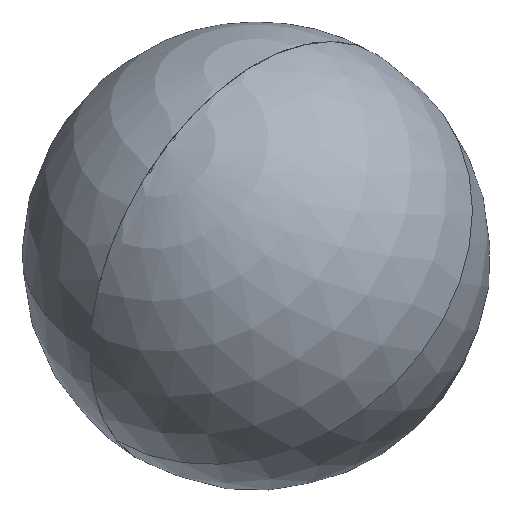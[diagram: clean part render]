
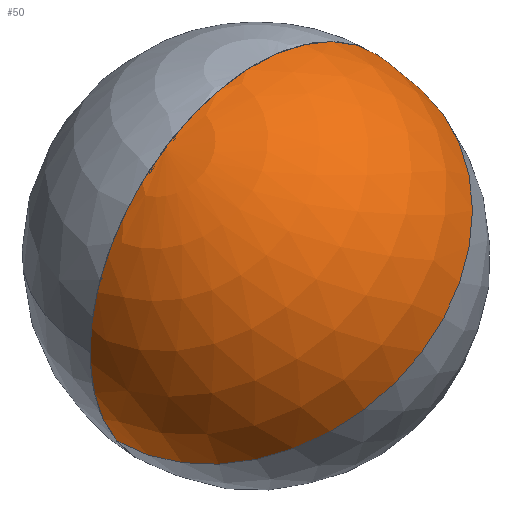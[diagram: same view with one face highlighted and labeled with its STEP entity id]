
A CAD part, isometric view. The second image highlights one B-rep face of the part: STEP entity #50.
In plain terms, the highlighted spherical face has radius 100 mm.
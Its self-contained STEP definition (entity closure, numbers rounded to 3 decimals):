
#50 = ADVANCED_FACE ( 'NONE', ( #571 ), #459, .T. ) ;
#54 = DIRECTION ( 'NONE',  ( 0., 1., 0. ) ) ;
#91 = DIRECTION ( 'NONE',  ( 1., 0., 0. ) ) ;
#93 = AXIS2_PLACEMENT_3D ( 'NONE', #256, #434, #91 ) ;
#105 = ORIENTED_EDGE ( 'NONE', *, *, #739, .F. ) ;
#106 = DIRECTION ( 'NONE',  ( 0., 0., 1. ) ) ;
#138 = DIRECTION ( 'NONE',  ( 0., 0., -1. ) ) ;
#185 = CARTESIAN_POINT ( 'NONE',  ( 0., 0., 0. ) ) ;
#193 = EDGE_LOOP ( 'NONE', ( #1065, #1057, #105 ) ) ;
#256 = CARTESIAN_POINT ( 'NONE',  ( 0., 0., 0. ) ) ;
#289 = VERTEX_POINT ( 'NONE', #599 ) ;
#294 = CARTESIAN_POINT ( 'NONE',  ( 0., 0., 0. ) ) ;
#312 = DIRECTION ( 'NONE',  ( -1., 0., 0. ) ) ;
#384 = EDGE_CURVE ( 'NONE', #289, #475, #729, .T. ) ;
#433 = VERTEX_POINT ( 'NONE', #520 ) ;
#434 = DIRECTION ( 'NONE',  ( 0., 0., 1. ) ) ;
#448 = DIRECTION ( 'NONE',  ( -1., 0., 0. ) ) ;
#459 = SPHERICAL_SURFACE ( 'NONE', #864, 100. ) ;
#461 = CIRCLE ( 'NONE', #1090, 100. ) ;
#470 = AXIS2_PLACEMENT_3D ( 'NONE', #294, #54, #741 ) ;
#475 = VERTEX_POINT ( 'NONE', #724 ) ;
#502 = EDGE_CURVE ( 'NONE', #433, #289, #564, .T. ) ;
#520 = CARTESIAN_POINT ( 'NONE',  ( -100., 0., 0. ) ) ;
#564 = CIRCLE ( 'NONE', #470, 100. ) ;
#571 = FACE_OUTER_BOUND ( 'NONE', #193, .T. ) ;
#599 = CARTESIAN_POINT ( 'NONE',  ( 100., 0., 0. ) ) ;
#724 = CARTESIAN_POINT ( 'NONE',  ( 0., 100., 0. ) ) ;
#729 = CIRCLE ( 'NONE', #93, 100. ) ;
#739 = EDGE_CURVE ( 'NONE', #433, #475, #461, .T. ) ;
#741 = DIRECTION ( 'NONE',  ( 0., 0., 1. ) ) ;
#864 = AXIS2_PLACEMENT_3D ( 'NONE', #185, #106, #448 ) ;
#1004 = CARTESIAN_POINT ( 'NONE',  ( 0., 0., 0. ) ) ;
#1057 = ORIENTED_EDGE ( 'NONE', *, *, #384, .T. ) ;
#1065 = ORIENTED_EDGE ( 'NONE', *, *, #502, .T. ) ;
#1090 = AXIS2_PLACEMENT_3D ( 'NONE', #1004, #138, #312 ) ;
